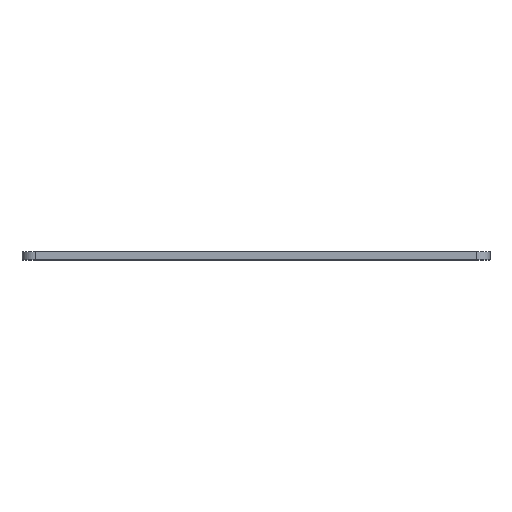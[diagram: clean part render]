
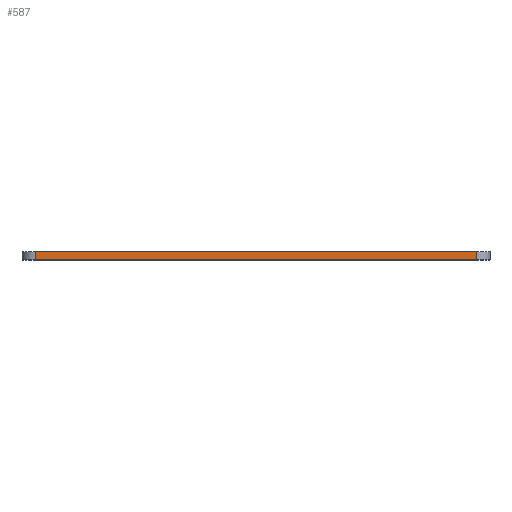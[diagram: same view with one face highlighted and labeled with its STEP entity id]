
A CAD part, top view. The second image highlights one B-rep face of the part: STEP entity #587.
In plain terms, the highlighted planar face has unit normal (0, 0, 1).
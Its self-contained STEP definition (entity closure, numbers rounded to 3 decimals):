
#89 = ORIENTED_EDGE ( 'NONE', *, *, #501, .T. ) ;
#151 = CARTESIAN_POINT ( 'NONE',  ( 82., 0., 67. ) ) ;
#174 = DIRECTION ( 'NONE',  ( 1., 0., 0. ) ) ;
#180 = PLANE ( 'NONE',  #1382 ) ;
#183 = CARTESIAN_POINT ( 'NONE',  ( 82., 3., 67. ) ) ;
#201 = DIRECTION ( 'NONE',  ( 1., 0., 0. ) ) ;
#246 = VERTEX_POINT ( 'NONE', #183 ) ;
#307 = VERTEX_POINT ( 'NONE', #1655 ) ;
#324 = CARTESIAN_POINT ( 'NONE',  ( 82., 3., 67. ) ) ;
#330 = LINE ( 'NONE', #1560, #1159 ) ;
#419 = LINE ( 'NONE', #1383, #642 ) ;
#421 = DIRECTION ( 'NONE',  ( 0., 1., 0. ) ) ;
#501 = EDGE_CURVE ( 'NONE', #307, #1687, #875, .T. ) ;
#587 = ADVANCED_FACE ( 'NONE', ( #1547 ), #180, .F. ) ;
#602 = CARTESIAN_POINT ( 'NONE',  ( -82., 3., 67. ) ) ;
#642 = VECTOR ( 'NONE', #174, 1000. ) ;
#838 = CARTESIAN_POINT ( 'NONE',  ( 87., 3., 67. ) ) ;
#862 = DIRECTION ( 'NONE',  ( -1., 0., 0. ) ) ;
#875 = LINE ( 'NONE', #602, #1092 ) ;
#929 = VECTOR ( 'NONE', #421, 1000. ) ;
#1007 = DIRECTION ( 'NONE',  ( 0., -1., 0. ) ) ;
#1029 = VERTEX_POINT ( 'NONE', #151 ) ;
#1076 = CARTESIAN_POINT ( 'NONE',  ( -82., 0., 67. ) ) ;
#1086 = EDGE_CURVE ( 'NONE', #1029, #246, #1564, .T. ) ;
#1092 = VECTOR ( 'NONE', #1007, 1000. ) ;
#1159 = VECTOR ( 'NONE', #201, 1000. ) ;
#1346 = ORIENTED_EDGE ( 'NONE', *, *, #1086, .T. ) ;
#1382 = AXIS2_PLACEMENT_3D ( 'NONE', #838, #1391, #862 ) ;
#1383 = CARTESIAN_POINT ( 'NONE',  ( 87., 3., 67. ) ) ;
#1390 = EDGE_CURVE ( 'NONE', #307, #246, #419, .T. ) ;
#1391 = DIRECTION ( 'NONE',  ( 0., 0., -1. ) ) ;
#1446 = ORIENTED_EDGE ( 'NONE', *, *, #1390, .F. ) ;
#1547 = FACE_OUTER_BOUND ( 'NONE', #1605, .T. ) ;
#1560 = CARTESIAN_POINT ( 'NONE',  ( 87., 0., 67. ) ) ;
#1564 = LINE ( 'NONE', #324, #929 ) ;
#1576 = ORIENTED_EDGE ( 'NONE', *, *, #1614, .T. ) ;
#1605 = EDGE_LOOP ( 'NONE', ( #1576, #1346, #1446, #89 ) ) ;
#1614 = EDGE_CURVE ( 'NONE', #1687, #1029, #330, .T. ) ;
#1655 = CARTESIAN_POINT ( 'NONE',  ( -82., 3., 67. ) ) ;
#1687 = VERTEX_POINT ( 'NONE', #1076 ) ;
